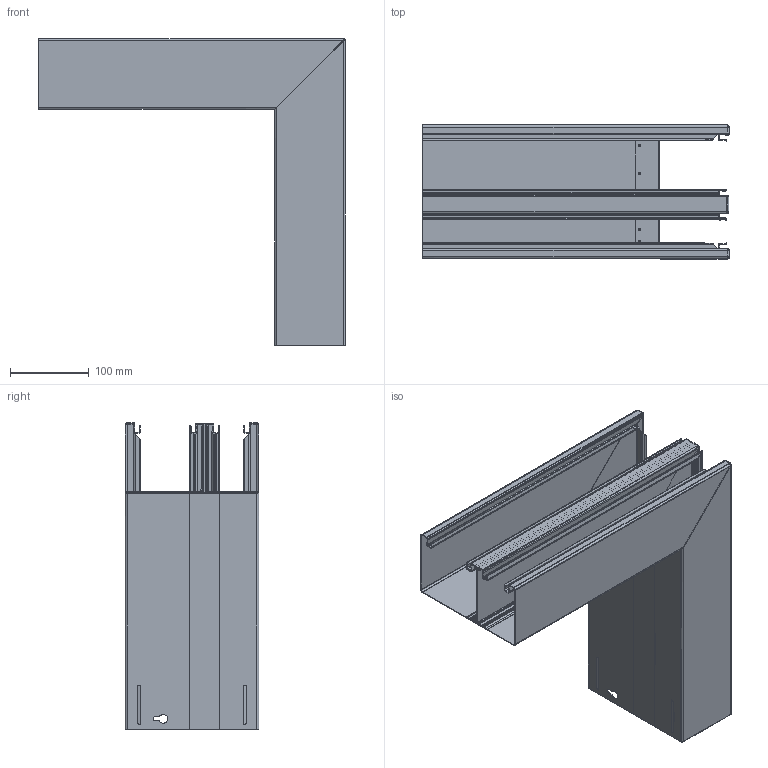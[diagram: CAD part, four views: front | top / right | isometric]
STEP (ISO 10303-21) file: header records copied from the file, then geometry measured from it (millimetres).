
FILE_DESCRIPTION (( 'STEP AP214' ), '1' );
FILE_NAME ('6278310.stp', '2016-06-01T13:09:32', ( '' ), ( '' ), 'SwSTEP 2.0', 'SolidWorks 2014', '' );
FILE_SCHEMA (( 'AUTOMOTIVE_DESIGN' ));
Length unit declared in the file: millimetre
Products named in the file (3): 014939_G剅ungsst乧k f乺 GS-DA90...; 021541T1_GS-DA90170 ; 6278310
Assembly tree (2 placements, depth 2):
  6278310
    021541T1_GS-DA90170 
    014939_G剅ungsst乧k f乺 GS-DA90...
Bounding box: 389.52 x 170 x 389.52 mm (x, y, z)
Volume: 529875.2 mm3; surface area: 879255.1 mm2
Topology: 2 solids, 2 shells, 603 faces, 1432 edges, 839 vertices
Faces by surface type: plane 300, cylinder 261, bspline 24, cone 16, torus 2
Entity records: 17530 total; most frequent: CARTESIAN_POINT 3956, ORIENTED_EDGE 2864, DIRECTION 2735, EDGE_CURVE 1432, AXIS2_PLACEMENT_3D 918, VECTOR 899, LINE 899, VERTEX_POINT 839
